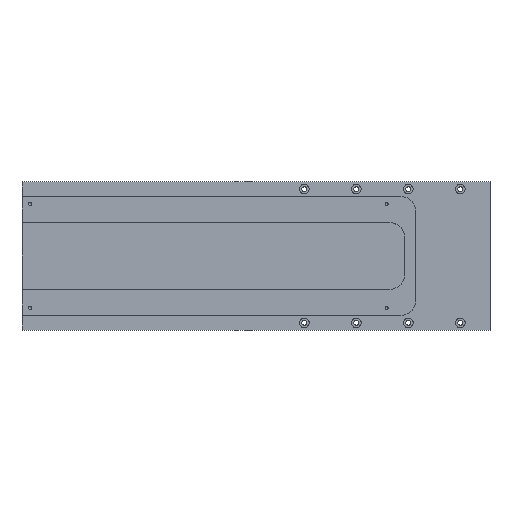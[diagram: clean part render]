
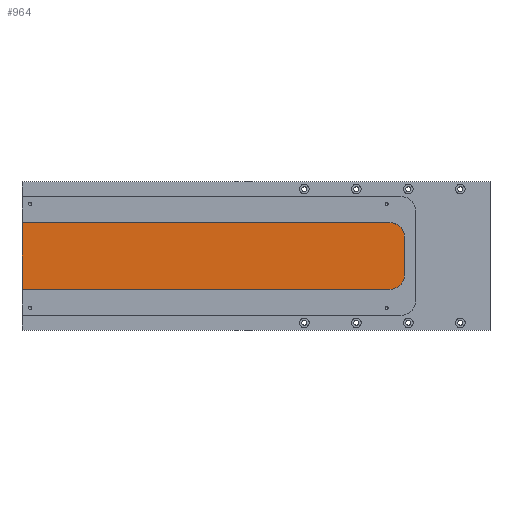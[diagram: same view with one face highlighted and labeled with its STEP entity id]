
A CAD part, top view. The second image highlights one B-rep face of the part: STEP entity #964.
In plain terms, the highlighted planar face has unit normal (0, 0, 1).
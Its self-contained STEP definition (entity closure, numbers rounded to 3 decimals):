
#61=LINE('',#1597,#133);
#66=LINE('',#1610,#138);
#67=LINE('',#1612,#139);
#68=LINE('',#1613,#140);
#133=VECTOR('',#1317,10.);
#138=VECTOR('',#1332,10.);
#139=VECTOR('',#1333,10.);
#140=VECTOR('',#1334,10.);
#266=FACE_OUTER_BOUND('',#336,.T.);
#336=EDGE_LOOP('',(#795,#796,#797,#798,#799,#800));
#420=CIRCLE('',#1078,20.);
#422=CIRCLE('',#1083,20.);
#490=VERTEX_POINT('',#1590);
#491=VERTEX_POINT('',#1591);
#492=VERTEX_POINT('',#1596);
#494=VERTEX_POINT('',#1604);
#495=VERTEX_POINT('',#1605);
#496=VERTEX_POINT('',#1611);
#600=EDGE_CURVE('',#490,#491,#420,.T.);
#603=EDGE_CURVE('',#492,#490,#61,.T.);
#607=EDGE_CURVE('',#494,#495,#422,.T.);
#610=EDGE_CURVE('',#491,#494,#66,.T.);
#611=EDGE_CURVE('',#496,#495,#67,.T.);
#612=EDGE_CURVE('',#492,#496,#68,.T.);
#795=ORIENTED_EDGE('',*,*,#600,.T.);
#796=ORIENTED_EDGE('',*,*,#610,.T.);
#797=ORIENTED_EDGE('',*,*,#607,.T.);
#798=ORIENTED_EDGE('',*,*,#611,.F.);
#799=ORIENTED_EDGE('',*,*,#612,.F.);
#800=ORIENTED_EDGE('',*,*,#603,.T.);
#914=PLANE('',#1084);
#964=ADVANCED_FACE('',(#266),#914,.F.);
#1078=AXIS2_PLACEMENT_3D('',#1592,#1311,#1312);
#1083=AXIS2_PLACEMENT_3D('',#1606,#1326,#1327);
#1084=AXIS2_PLACEMENT_3D('',#1609,#1330,#1331);
#1311=DIRECTION('center_axis',(0.,0.,1.));
#1312=DIRECTION('ref_axis',(0.707,-0.707,0.));
#1317=DIRECTION('',(1.,0.,0.));
#1326=DIRECTION('center_axis',(0.,0.,1.));
#1327=DIRECTION('ref_axis',(0.707,0.707,0.));
#1330=DIRECTION('center_axis',(0.,0.,-1.));
#1331=DIRECTION('ref_axis',(0.,1.,0.));
#1332=DIRECTION('',(0.,1.,0.));
#1333=DIRECTION('',(1.,0.,0.));
#1334=DIRECTION('',(0.,1.,0.));
#1590=CARTESIAN_POINT('',(495.,55.,-18.5));
#1591=CARTESIAN_POINT('',(515.,75.,-18.5));
#1592=CARTESIAN_POINT('Origin',(495.,75.,-18.5));
#1596=CARTESIAN_POINT('',(0.,55.,-18.5));
#1597=CARTESIAN_POINT('',(0.,55.,-18.5));
#1604=CARTESIAN_POINT('',(515.,125.,-18.5));
#1605=CARTESIAN_POINT('',(495.,145.,-18.5));
#1606=CARTESIAN_POINT('Origin',(495.,125.,-18.5));
#1609=CARTESIAN_POINT('Origin',(0.,55.,-18.5));
#1610=CARTESIAN_POINT('',(515.,145.,-18.5));
#1611=CARTESIAN_POINT('',(0.,145.,-18.5));
#1612=CARTESIAN_POINT('',(0.,145.,-18.5));
#1613=CARTESIAN_POINT('',(0.,77.5,-18.5));
